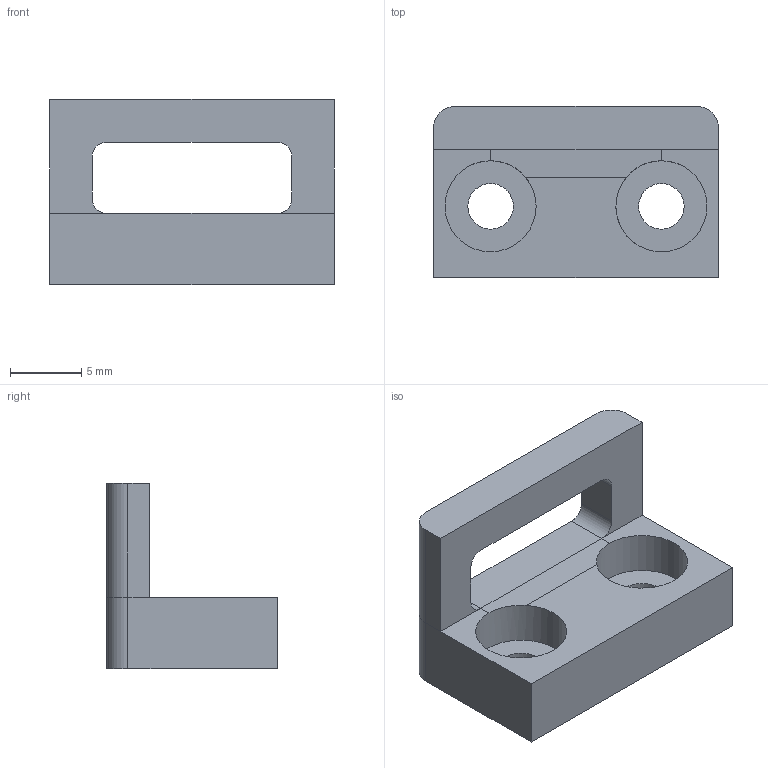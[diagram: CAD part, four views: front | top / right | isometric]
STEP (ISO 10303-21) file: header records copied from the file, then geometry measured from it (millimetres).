
FILE_DESCRIPTION(('FreeCAD Model'),'2;1');
FILE_NAME('Attache-Cable.step','2015-11-25T22:50:12',('Author'),(''), 'Open CASCADE STEP processor 6.8','FreeCAD','Unknown');
FILE_SCHEMA(('AUTOMOTIVE_DESIGN_CC2 { 1 2 10303 214 -1 1 5 4 }'));
Length unit declared in the file: millimetre
Products named in the file (2): ASSEMBLY; Pocket002
Assembly tree (1 placements, depth 2):
  ASSEMBLY
    Pocket002
Bounding box: 20 x 12 x 13 mm (x, y, z)
Volume: 1234.8 mm3; surface area: 1248.6 mm2
Topology: 1 solids, 1 shells, 30 faces, 78 edges, 48 vertices
Faces by surface type: plane 18, cylinder 12
Full cylindrical faces by diameter (mm): 3.2 x2, 6.4 x2
Entity records: 1995 total; most frequent: CARTESIAN_POINT 368, DIRECTION 310, LINE 178, VECTOR 178, ORIENTED_EDGE 156, PCURVE 156, DEFINITIONAL_REPRESENTATION 156, EDGE_CURVE 78
